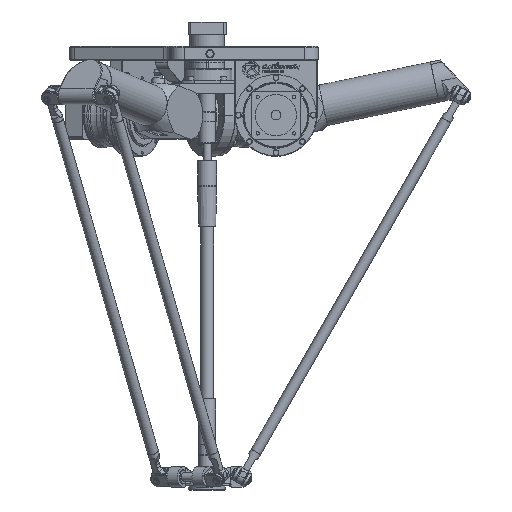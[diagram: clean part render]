
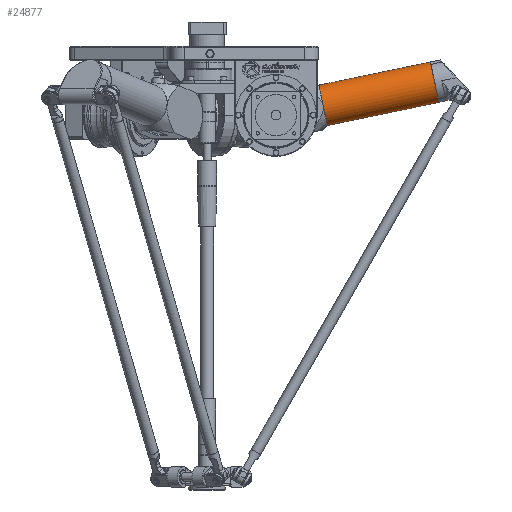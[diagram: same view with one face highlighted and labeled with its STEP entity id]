
A CAD part, front view. The second image highlights one B-rep face of the part: STEP entity #24877.
In plain terms, the highlighted cylindrical face has radius 30 mm (diameter 60 mm), a full revolution.
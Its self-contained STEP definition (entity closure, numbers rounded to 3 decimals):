
#4753=CYLINDRICAL_SURFACE('',#27492,30.);
#6045=FACE_BOUND('',#9170,.T.);
#7276=FACE_OUTER_BOUND('',#9169,.T.);
#9169=EDGE_LOOP('',(#21388));
#9170=EDGE_LOOP('',(#21389));
#10545=CIRCLE('',#27466,30.);
#10546=CIRCLE('',#27468,30.);
#12542=VERTEX_POINT('',#47620);
#12543=VERTEX_POINT('',#47623);
#15574=EDGE_CURVE('',#12542,#12542,#10545,.T.);
#15575=EDGE_CURVE('',#12543,#12543,#10546,.T.);
#21388=ORIENTED_EDGE('',*,*,#15574,.T.);
#21389=ORIENTED_EDGE('',*,*,#15575,.T.);
#24877=ADVANCED_FACE('',(#7276,#6045),#4753,.T.);
#27466=AXIS2_PLACEMENT_3D('',#47621,#33585,#33586);
#27468=AXIS2_PLACEMENT_3D('',#47624,#33589,#33590);
#27492=AXIS2_PLACEMENT_3D('',#48374,#33657,#33658);
#33585=DIRECTION('center_axis',(0.,0.,1.));
#33586=DIRECTION('ref_axis',(-1.,0.,0.));
#33589=DIRECTION('center_axis',(0.,0.,-1.));
#33590=DIRECTION('ref_axis',(-1.,0.,0.));
#33657=DIRECTION('center_axis',(0.,0.,1.));
#33658=DIRECTION('ref_axis',(-1.,0.,0.));
#47620=CARTESIAN_POINT('',(0.,-30.,-2.4));
#47621=CARTESIAN_POINT('Origin',(0.,0.,-2.4));
#47623=CARTESIAN_POINT('',(0.,-30.,163.145));
#47624=CARTESIAN_POINT('Origin',(0.,0.,163.145));
#48374=CARTESIAN_POINT('Origin',(0.,0.,0.));
